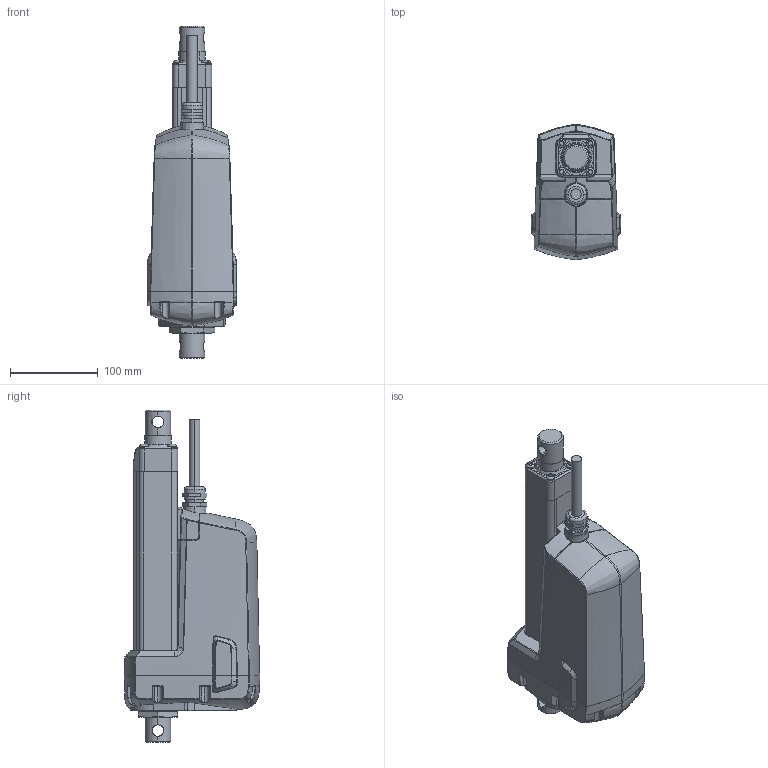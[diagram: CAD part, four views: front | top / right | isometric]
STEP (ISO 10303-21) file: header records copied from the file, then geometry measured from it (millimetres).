
FILE_DESCRIPTION (( 'STEP AP214' ), '1' );
FILE_NAME ('PA-13-6.STEP', '2019-11-27T20:22:03', ( '' ), ( '' ), 'SwSTEP 2.0', 'SolidWorks 2018', '' );
FILE_SCHEMA (( 'AUTOMOTIVE_DESIGN' ));
Length unit declared in the file: inch
Products named in the file (1): PA-13-6
Bounding box: 102.16 x 153.89 x 377.36 mm (x, y, z)
Volume: 2520805.7 mm3; surface area: 225674.5 mm2
Topology: 17 solids, 17 shells, 882 faces, 2114 edges, 1263 vertices
Faces by surface type: bspline 388, plane 258, cylinder 149, cone 61, torus 24, sphere 2
Entity records: 60113 total; most frequent: CARTESIAN_POINT 32770, ORIENTED_EDGE 4194, DIRECTION 2656, EDGE_CURVE 2097, VERTEX_POINT 1263, AXIS2_PLACEMENT_3D 1002, EDGE_LOOP 902, ADVANCED_FACE 882
